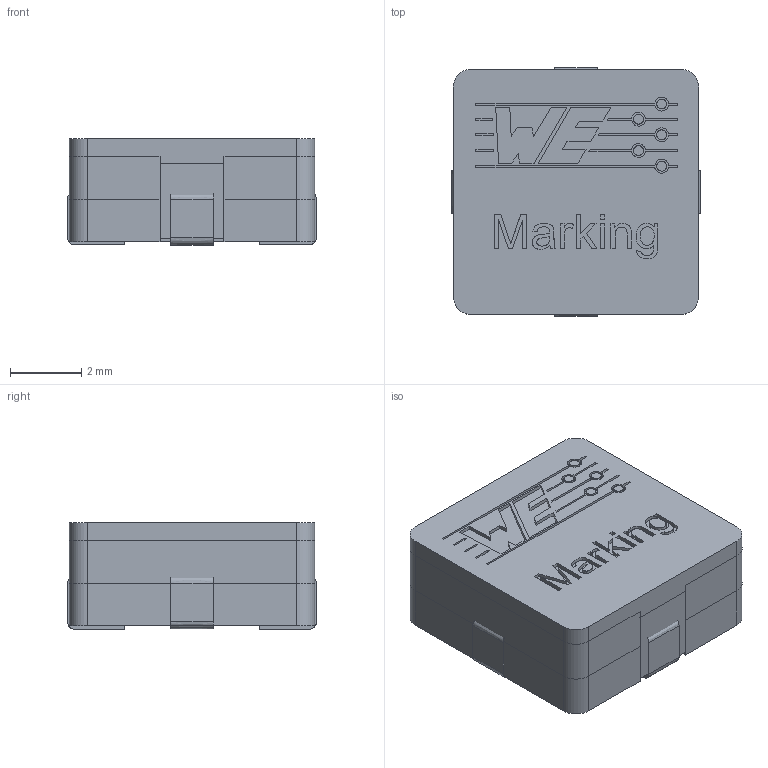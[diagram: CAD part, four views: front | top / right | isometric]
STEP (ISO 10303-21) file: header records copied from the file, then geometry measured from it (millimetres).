
FILE_DESCRIPTION( ( 'Unknown' ), '1' );
FILE_NAME( '744310024.stp', 'Unknown', ( 'Unknown' ), ( 'Unknown' ), 'XStep 1.0', 'Unknown', ' ' );
FILE_SCHEMA( ( 'automotive_design' ) );
Length unit declared in the file: millimetre
Products named in the file (5): Assem1; Gehäuse; Spule; Boden; Klebemasse
Bounding box: 7 x 7 x 3 mm (x, y, z)
Surface area: 912.2 mm2
Topology: 9 solids, 9 shells, 534 faces, 1360 edges, 896 vertices
Faces by surface type: plane 382, extrusion 62, bspline 56, cylinder 34
Full cylindrical faces by diameter (mm): 2.5 x2
Entity records: 9774 total; most frequent: CARTESIAN_POINT 3872, ORIENTED_EDGE 1328, DIRECTION 877, EDGE_CURVE 664, VERTEX_POINT 442, VECTOR 389, LINE 358, B_SPLINE_CURVE_WITH_KNOTS 298
